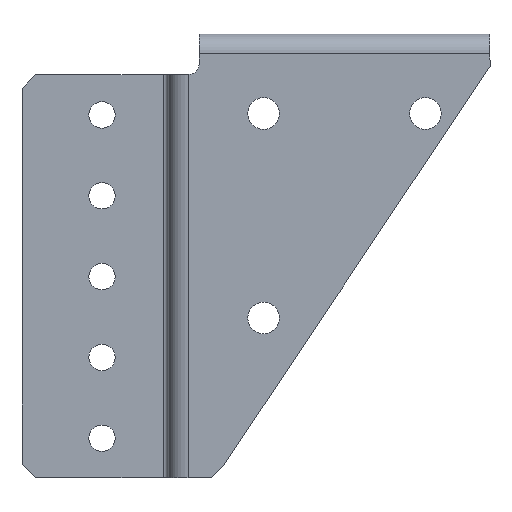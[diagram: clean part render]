
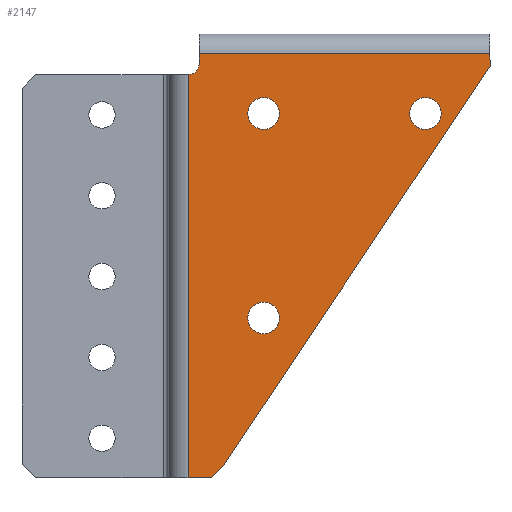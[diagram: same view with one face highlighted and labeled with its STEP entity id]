
A CAD part, front view. The second image highlights one B-rep face of the part: STEP entity #2147.
In plain terms, the highlighted planar face has unit normal (0, -1, 0).
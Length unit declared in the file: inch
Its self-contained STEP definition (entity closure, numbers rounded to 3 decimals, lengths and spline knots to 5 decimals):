
#15 = CARTESIAN_POINT ( 'NONE',  ( 0.5, -1.0925, -0.499 ) ) ;
#28 = ORIENTED_EDGE ( 'NONE', *, *, #2127, .F. ) ;
#79 = DIRECTION ( 'NONE',  ( 0., 1., 0. ) ) ;
#120 = DIRECTION ( 'NONE',  ( 0., 0., 1. ) ) ;
#126 = CARTESIAN_POINT ( 'NONE',  ( -0.964, -1.0925, -0.096 ) ) ;
#128 = EDGE_CURVE ( 'NONE', #2336, #2848, #537, .T. ) ;
#136 = DIRECTION ( 'NONE',  ( 0., 0., 1. ) ) ;
#137 = VERTEX_POINT ( 'NONE', #1308 ) ;
#211 = ORIENTED_EDGE ( 'NONE', *, *, #1759, .F. ) ;
#232 = AXIS2_PLACEMENT_3D ( 'NONE', #436, #2098, #136 ) ;
#239 = LINE ( 'NONE', #902, #3189 ) ;
#242 = ORIENTED_EDGE ( 'NONE', *, *, #2783, .F. ) ;
#324 = CARTESIAN_POINT ( 'NONE',  ( -0.9, -1.0925, -0.096 ) ) ;
#355 = CARTESIAN_POINT ( 'NONE',  ( -0.5, -1.0925, -0.401 ) ) ;
#420 = DIRECTION ( 'NONE',  ( 0.555, 0., 0.832 ) ) ;
#425 = DIRECTION ( 'NONE',  ( 0., 0., 1. ) ) ;
#436 = CARTESIAN_POINT ( 'NONE',  ( 0.5, -1.0925, -0.401 ) ) ;
#459 = ORIENTED_EDGE ( 'NONE', *, *, #1614, .T. ) ;
#470 = LINE ( 'NONE', #1791, #2743 ) ;
#485 = DIRECTION ( 'NONE',  ( -0.707, 0., -0.707 ) ) ;
#509 = AXIS2_PLACEMENT_3D ( 'NONE', #1247, #3475, #3240 ) ;
#515 = LINE ( 'NONE', #2135, #3414 ) ;
#516 = FACE_BOUND ( 'NONE', #867, .T. ) ;
#527 = AXIS2_PLACEMENT_3D ( 'NONE', #1202, #79, #646 ) ;
#537 = LINE ( 'NONE', #2499, #2589 ) ;
#572 = VERTEX_POINT ( 'NONE', #3537 ) ;
#646 = DIRECTION ( 'NONE',  ( 0., 0., 1. ) ) ;
#659 = VERTEX_POINT ( 'NONE', #1598 ) ;
#669 = EDGE_CURVE ( 'NONE', #2951, #137, #1819, .T. ) ;
#688 = ORIENTED_EDGE ( 'NONE', *, *, #3688, .T. ) ;
#700 = LINE ( 'NONE', #324, #1541 ) ;
#715 = DIRECTION ( 'NONE',  ( 0., -1., 0. ) ) ;
#731 = CARTESIAN_POINT ( 'NONE',  ( -0.964, -1.0925, -0.16 ) ) ;
#806 = VERTEX_POINT ( 'NONE', #2469 ) ;
#834 = CARTESIAN_POINT ( 'NONE',  ( 0.9, -1.0925, -0.11 ) ) ;
#839 = CARTESIAN_POINT ( 'NONE',  ( 0.5, -1.0925, -0.303 ) ) ;
#867 = EDGE_LOOP ( 'NONE', ( #459, #3701 ) ) ;
#873 = EDGE_CURVE ( 'NONE', #3590, #3470, #2041, .T. ) ;
#902 = CARTESIAN_POINT ( 'NONE',  ( -0.9, -1.0925, -2.655 ) ) ;
#904 = EDGE_LOOP ( 'NONE', ( #2545, #1979, #1173, #1427, #28, #2290, #3246, #242, #211 ) ) ;
#924 = ORIENTED_EDGE ( 'NONE', *, *, #1487, .T. ) ;
#949 = DIRECTION ( 'NONE',  ( 0., -1., 0. ) ) ;
#957 = CIRCLE ( 'NONE', #232, 0.098 ) ;
#977 = ORIENTED_EDGE ( 'NONE', *, *, #669, .T. ) ;
#980 = VERTEX_POINT ( 'NONE', #1164 ) ;
#1041 = VECTOR ( 'NONE', #2726, 39.37008 ) ;
#1047 = VECTOR ( 'NONE', #2054, 39.37008 ) ;
#1136 = EDGE_CURVE ( 'NONE', #2919, #1702, #2308, .T. ) ;
#1164 = CARTESIAN_POINT ( 'NONE',  ( -0.5, -1.0925, -0.499 ) ) ;
#1173 = ORIENTED_EDGE ( 'NONE', *, *, #1565, .T. ) ;
#1186 = LINE ( 'NONE', #3283, #2975 ) ;
#1200 = CARTESIAN_POINT ( 'NONE',  ( -0.964, -1.0925, -0.096 ) ) ;
#1202 = CARTESIAN_POINT ( 'NONE',  ( -0.5, -1.0925, -0.401 ) ) ;
#1222 = DIRECTION ( 'NONE',  ( 0., 0., 1. ) ) ;
#1247 = CARTESIAN_POINT ( 'NONE',  ( -0.5, -1.0925, -1.666 ) ) ;
#1298 = VERTEX_POINT ( 'NONE', #2513 ) ;
#1308 = CARTESIAN_POINT ( 'NONE',  ( -0.5, -1.0925, -1.764 ) ) ;
#1310 = DIRECTION ( 'NONE',  ( 0., 0., 1. ) ) ;
#1357 = ORIENTED_EDGE ( 'NONE', *, *, #2105, .T. ) ;
#1358 = CARTESIAN_POINT ( 'NONE',  ( -0.964, -1.0925, -0.16 ) ) ;
#1400 = CIRCLE ( 'NONE', #1718, 0.098 ) ;
#1427 = ORIENTED_EDGE ( 'NONE', *, *, #2672, .F. ) ;
#1487 = EDGE_CURVE ( 'NONE', #980, #1298, #2214, .T. ) ;
#1541 = VECTOR ( 'NONE', #3211, 39.37008 ) ;
#1548 = DIRECTION ( 'NONE',  ( 0., 1., 0. ) ) ;
#1553 = CARTESIAN_POINT ( 'NONE',  ( -0.9, -1.0925, -0.032 ) ) ;
#1565 = EDGE_CURVE ( 'NONE', #2336, #2438, #515, .T. ) ;
#1572 = VERTEX_POINT ( 'NONE', #1553 ) ;
#1598 = CARTESIAN_POINT ( 'NONE',  ( 0.9, -1.0925, -0.032 ) ) ;
#1611 = CARTESIAN_POINT ( 'NONE',  ( -0.9, -1.0925, -0.096 ) ) ;
#1614 = EDGE_CURVE ( 'NONE', #3470, #3590, #957, .T. ) ;
#1615 = CARTESIAN_POINT ( 'NONE',  ( -0.75279, -1.0925, -2.58432 ) ) ;
#1644 = AXIS2_PLACEMENT_3D ( 'NONE', #1200, #949, #1222 ) ;
#1702 = VERTEX_POINT ( 'NONE', #1611 ) ;
#1718 = AXIS2_PLACEMENT_3D ( 'NONE', #355, #2093, #2911 ) ;
#1759 = EDGE_CURVE ( 'NONE', #572, #806, #1186, .T. ) ;
#1791 = CARTESIAN_POINT ( 'NONE',  ( 0.9, -1.0925, -2.655 ) ) ;
#1800 = CIRCLE ( 'NONE', #509, 0.098 ) ;
#1819 = CIRCLE ( 'NONE', #2152, 0.098 ) ;
#1855 = EDGE_LOOP ( 'NONE', ( #977, #688 ) ) ;
#1979 = ORIENTED_EDGE ( 'NONE', *, *, #128, .F. ) ;
#2041 = CIRCLE ( 'NONE', #2815, 0.098 ) ;
#2054 = DIRECTION ( 'NONE',  ( 1., 0., 0. ) ) ;
#2093 = DIRECTION ( 'NONE',  ( 0., 1., 0. ) ) ;
#2098 = DIRECTION ( 'NONE',  ( 0., 1., 0. ) ) ;
#2105 = EDGE_CURVE ( 'NONE', #1298, #980, #1400, .T. ) ;
#2127 = EDGE_CURVE ( 'NONE', #1572, #659, #3504, .T. ) ;
#2135 = CARTESIAN_POINT ( 'NONE',  ( 0.33137, -1.0925, -0.96128 ) ) ;
#2145 = CARTESIAN_POINT ( 'NONE',  ( -0.82347, -1.0925, -2.655 ) ) ;
#2147 = ADVANCED_FACE ( 'NONE', ( #3586, #516, #3016, #2399 ), #2940, .T. ) ;
#2152 = AXIS2_PLACEMENT_3D ( 'NONE', #3252, #1548, #120 ) ;
#2190 = EDGE_CURVE ( 'NONE', #1702, #1572, #700, .T. ) ;
#2214 = CIRCLE ( 'NONE', #527, 0.098 ) ;
#2249 = AXIS2_PLACEMENT_3D ( 'NONE', #126, #715, #425 ) ;
#2290 = ORIENTED_EDGE ( 'NONE', *, *, #2190, .F. ) ;
#2308 = CIRCLE ( 'NONE', #2249, 0.064 ) ;
#2336 = VERTEX_POINT ( 'NONE', #1615 ) ;
#2360 = DIRECTION ( 'NONE',  ( -1., 0., 0. ) ) ;
#2399 = FACE_OUTER_BOUND ( 'NONE', #904, .T. ) ;
#2434 = LINE ( 'NONE', #731, #1041 ) ;
#2438 = VERTEX_POINT ( 'NONE', #834 ) ;
#2469 = CARTESIAN_POINT ( 'NONE',  ( -0.968, -1.0925, -0.16 ) ) ;
#2499 = CARTESIAN_POINT ( 'NONE',  ( 0.38577, -1.0925, -1.44577 ) ) ;
#2513 = CARTESIAN_POINT ( 'NONE',  ( -0.5, -1.0925, -0.303 ) ) ;
#2545 = ORIENTED_EDGE ( 'NONE', *, *, #2546, .F. ) ;
#2546 = EDGE_CURVE ( 'NONE', #2848, #572, #239, .T. ) ;
#2589 = VECTOR ( 'NONE', #485, 39.37008 ) ;
#2642 = EDGE_LOOP ( 'NONE', ( #1357, #924 ) ) ;
#2666 = CARTESIAN_POINT ( 'NONE',  ( -0.964, -1.0925, -0.032 ) ) ;
#2672 = EDGE_CURVE ( 'NONE', #659, #2438, #470, .T. ) ;
#2726 = DIRECTION ( 'NONE',  ( 1., 0., 0. ) ) ;
#2743 = VECTOR ( 'NONE', #3235, 39.37008 ) ;
#2783 = EDGE_CURVE ( 'NONE', #806, #2919, #2434, .T. ) ;
#2815 = AXIS2_PLACEMENT_3D ( 'NONE', #3133, #3123, #3695 ) ;
#2848 = VERTEX_POINT ( 'NONE', #2145 ) ;
#2911 = DIRECTION ( 'NONE',  ( 0., 0., 1. ) ) ;
#2919 = VERTEX_POINT ( 'NONE', #1358 ) ;
#2940 = PLANE ( 'NONE',  #1644 ) ;
#2951 = VERTEX_POINT ( 'NONE', #3085 ) ;
#2975 = VECTOR ( 'NONE', #1310, 39.37008 ) ;
#3016 = FACE_BOUND ( 'NONE', #1855, .T. ) ;
#3085 = CARTESIAN_POINT ( 'NONE',  ( -0.5, -1.0925, -1.568 ) ) ;
#3123 = DIRECTION ( 'NONE',  ( 0., 1., 0. ) ) ;
#3133 = CARTESIAN_POINT ( 'NONE',  ( 0.5, -1.0925, -0.401 ) ) ;
#3189 = VECTOR ( 'NONE', #2360, 39.37008 ) ;
#3211 = DIRECTION ( 'NONE',  ( 0., 0., 1. ) ) ;
#3235 = DIRECTION ( 'NONE',  ( 0., 0., -1. ) ) ;
#3240 = DIRECTION ( 'NONE',  ( 0., 0., 1. ) ) ;
#3246 = ORIENTED_EDGE ( 'NONE', *, *, #1136, .F. ) ;
#3252 = CARTESIAN_POINT ( 'NONE',  ( -0.5, -1.0925, -1.666 ) ) ;
#3283 = CARTESIAN_POINT ( 'NONE',  ( -0.968, -1.0925, -0.096 ) ) ;
#3414 = VECTOR ( 'NONE', #420, 39.37008 ) ;
#3470 = VERTEX_POINT ( 'NONE', #839 ) ;
#3475 = DIRECTION ( 'NONE',  ( 0., 1., 0. ) ) ;
#3504 = LINE ( 'NONE', #2666, #1047 ) ;
#3537 = CARTESIAN_POINT ( 'NONE',  ( -0.968, -1.0925, -2.655 ) ) ;
#3586 = FACE_BOUND ( 'NONE', #2642, .T. ) ;
#3590 = VERTEX_POINT ( 'NONE', #15 ) ;
#3688 = EDGE_CURVE ( 'NONE', #137, #2951, #1800, .T. ) ;
#3695 = DIRECTION ( 'NONE',  ( 0., 0., 1. ) ) ;
#3701 = ORIENTED_EDGE ( 'NONE', *, *, #873, .T. ) ;
